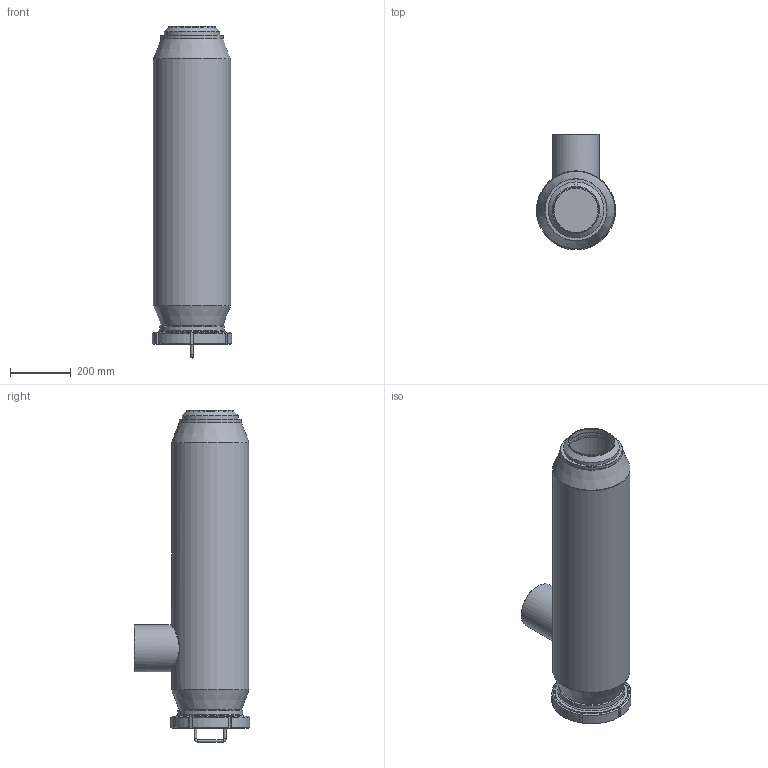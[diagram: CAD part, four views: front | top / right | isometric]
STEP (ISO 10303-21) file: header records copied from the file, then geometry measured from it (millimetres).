
FILE_DESCRIPTION(/* description */ (''),/* implementation_level */ '2;1');
FILE_NAME(/* name */ '60106150XX00.stp',/* time_stamp */ '2016-01-14T16:47:15+01:00',/* author */ ('thilbrands'),/* organization */ (''),/* preprocessor_version */ 'ST-DEVELOPER v15.6',/* originating_system */ 'Autodesk Inventor 2015',/* authorisation */ '');
FILE_SCHEMA (('AUTOMOTIVE_DESIGN { 1 0 10303 214 3 1 1 }'));
Length unit declared in the file: millimetre
Products named in the file (1): ENG-017350_Shrinkwrap_1
Bounding box: 260 x 379.86 x 1091 mm (x, y, z)
Volume: 3977852.2 mm3; surface area: 2870272.9 mm2
Topology: 1 solids, 2 shells, 112 faces, 229 edges, 142 vertices
Faces by surface type: plane 43, cylinder 35, cone 29, torus 3, bspline 2
Full cylindrical faces by diameter (mm): 8 x3, 145 x1, 150 x3, 153 x1, 154 x2, 155 x1, 155.3 x1, 157.5 x1, 163 x2, 164 x1, 183.5 x1, 200 x2, 204 x2, 213 x2, 215.8 x1, 216 x1, 240 x1, 240.4 x1, 250 x1, 254 x1
Entity records: 3463 total; most frequent: CARTESIAN_POINT 1227, DIRECTION 442, ORIENTED_EDGE 348, AXIS2_PLACEMENT_3D 209, EDGE_LOOP 188, EDGE_CURVE 174, VERTEX_POINT 136, STYLED_ITEM 113
